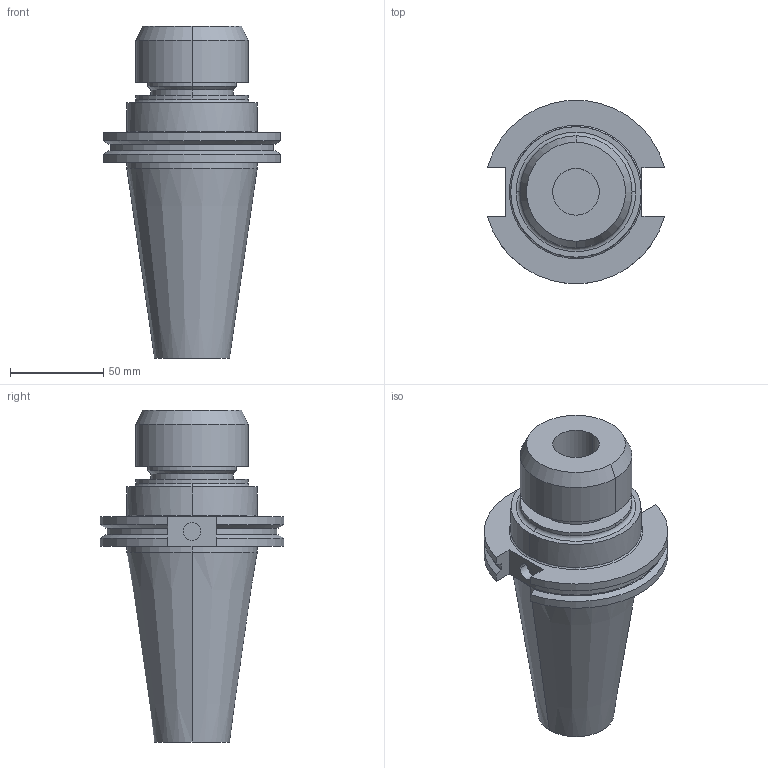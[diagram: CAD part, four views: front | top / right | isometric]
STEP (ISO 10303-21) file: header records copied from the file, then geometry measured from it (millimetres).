
FILE_DESCRIPTION (( 'STEP AP203' ), '1' );
FILE_NAME ('STP-23030.STEP', '2020-06-17T09:32:48', ( '' ), ( '' ), 'SwSTEP 2.0', 'SolidWorks 2017', '' );
FILE_SCHEMA (( 'CONFIG_CONTROL_DESIGN' ));
Length unit declared in the file: millimetre
Products named in the file (1): STP-23030
Bounding box: 94.95 x 98.05 x 177.8 mm (x, y, z)
Volume: 469386.7 mm3; surface area: 59249.9 mm2
Topology: 1 solids, 1 shells, 68 faces, 159 edges, 99 vertices
Faces by surface type: cylinder 28, plane 20, cone 16, torus 3, bspline 1
Entity records: 2068 total; most frequent: CARTESIAN_POINT 400, DIRECTION 358, ORIENTED_EDGE 314, EDGE_CURVE 157, AXIS2_PLACEMENT_3D 143, VERTEX_POINT 99, EDGE_LOOP 76, CIRCLE 75
